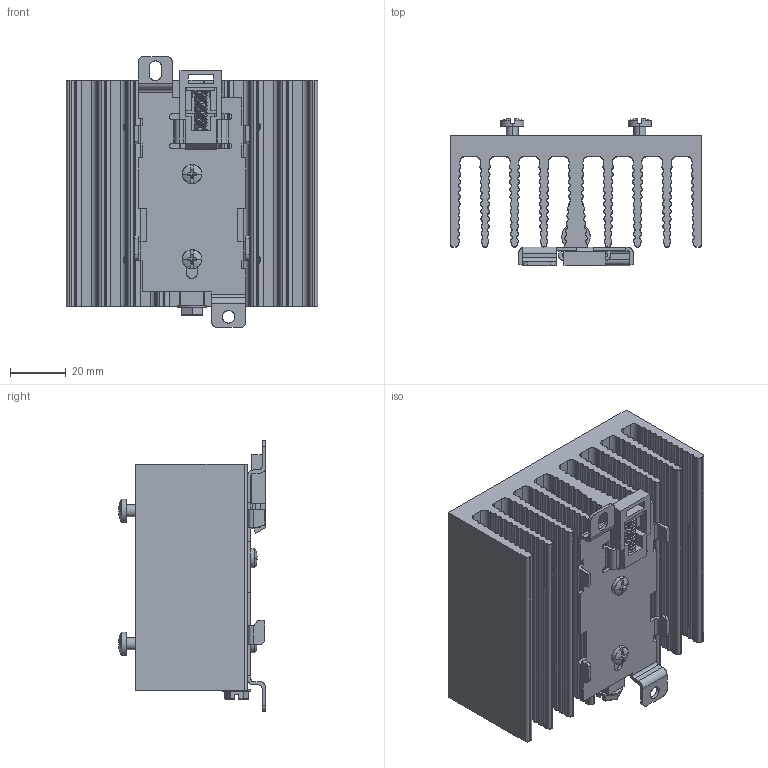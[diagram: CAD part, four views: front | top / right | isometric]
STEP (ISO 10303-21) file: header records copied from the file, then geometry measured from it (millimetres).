
FILE_DESCRIPTION (( 'STEP AP214' ), '1' );
FILE_NAME ('107517.STEP', '2011-07-23T16:22:24', ( 'LALo' ), ( 'Edi Foundation' ), 'SwSTEP 2.0', 'SolidWorks 2011', '' );
FILE_SCHEMA (( 'AUTOMOTIVE_DESIGN' ));
Length unit declared in the file: inch
Products named in the file (1): 107517
Bounding box: 90.02 x 52.66 x 97 mm (x, y, z)
Surface area: 79839.5 mm2 (no closed solid volume)
Topology: 0 solids, 1162 shells, 1176 faces, 6477 edges, 6430 vertices
Faces by surface type: cylinder 701, plane 399, cone 44, bspline 32
Entity records: 108419 total; most frequent: CARTESIAN_POINT 56718, DIRECTION 8253, ORIENTED_EDGE 6454, EDGE_CURVE 6440, VERTEX_POINT 6426, LINE 3003, VECTOR 3003, AXIS2_PLACEMENT_3D 2625
